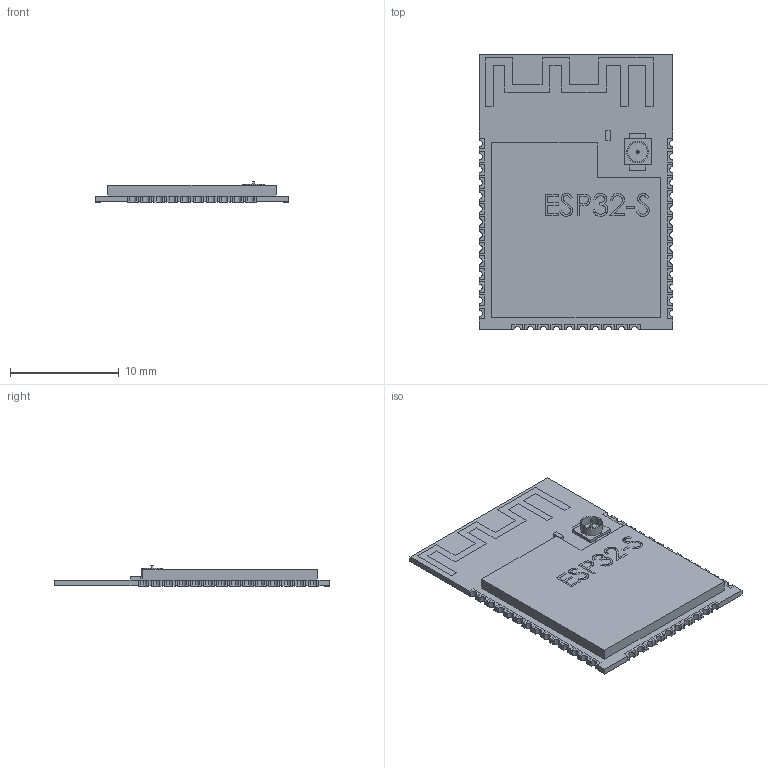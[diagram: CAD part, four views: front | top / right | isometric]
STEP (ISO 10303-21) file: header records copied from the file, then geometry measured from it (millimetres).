
FILE_DESCRIPTION (( 'STEP AP214' ), '1' );
FILE_NAME ('User Library-ESP32.STEP', '2022-04-14T08:15:47', ( '' ), ( '' ), 'SwSTEP 2.0', 'SolidWorks 2021', '' );
FILE_SCHEMA (( 'AUTOMOTIVE_DESIGN' ));
Length unit declared in the file: millimetre
Products named in the file (1): User Library-ESP32
Bounding box: 17.8 x 25.3 x 1.85 mm (x, y, z)
Volume: 472.4 mm3; surface area: 1567.5 mm2
Topology: 44 solids, 44 shells, 525 faces, 1399 edges, 973 vertices
Faces by surface type: plane 467, cylinder 56, cone 2
Entity records: 21784 total; most frequent: CARTESIAN_POINT 3646, ORIENTED_EDGE 2798, DIRECTION 2511, EDGE_CURVE 1399, LINE 1227, VECTOR 1227, VERTEX_POINT 973, AXIS2_PLACEMENT_3D 642
